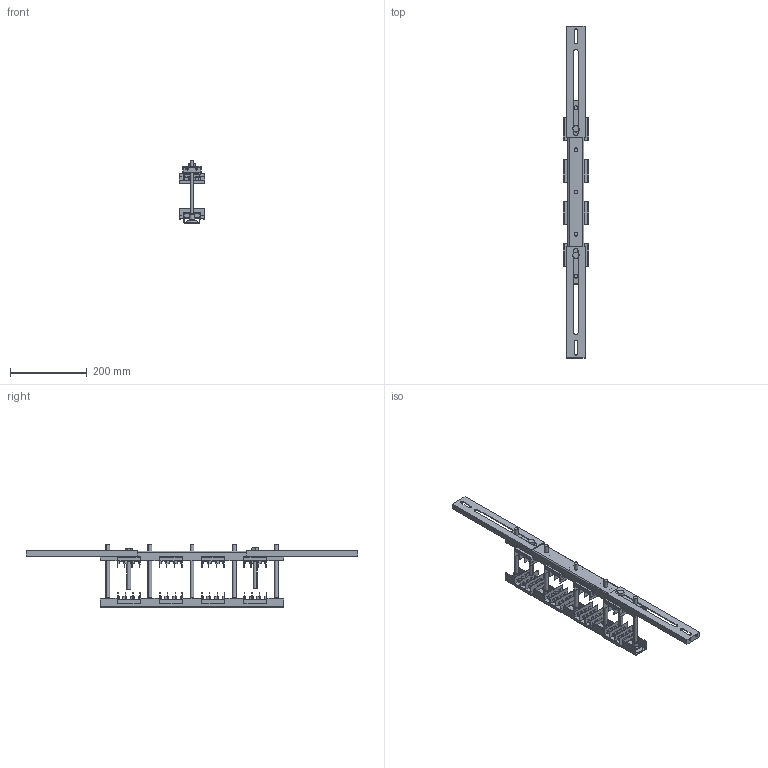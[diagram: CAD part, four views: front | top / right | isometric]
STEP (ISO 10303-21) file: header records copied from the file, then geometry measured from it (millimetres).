
FILE_DESCRIPTION(('STEP AP203'),'1');
FILE_NAME('ubs3-10tn.stp','2024-09-29T21:41:50',('TraceParts'),('TraceParts S.A.'),'Spatial InterOp 3D',' ',' ');
FILE_SCHEMA(('CONFIG_CONTROL_DESIGN'));
Length unit declared in the file: millimetre
Products named in the file (1): 1
Bounding box: 66 x 866.88 x 165.87 mm (x, y, z)
Volume: 694629.1 mm3; surface area: 515578 mm2
Topology: 27 solids, 27 shells, 1752 faces, 4738 edges, 3102 vertices
Faces by surface type: plane 1510, cylinder 158, cone 74, torus 10
Entity records: 54374 total; most frequent: CARTESIAN_POINT 9763, ORIENTED_EDGE 9476, DIRECTION 8692, EDGE_CURVE 4738, LINE 4294, VECTOR 4294, VERTEX_POINT 3102, AXIS2_PLACEMENT_3D 2199
